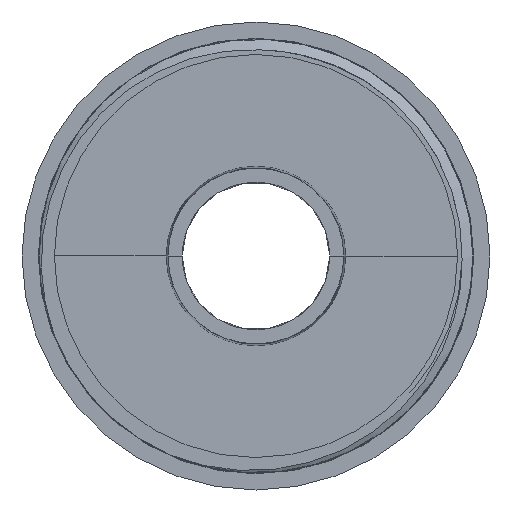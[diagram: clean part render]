
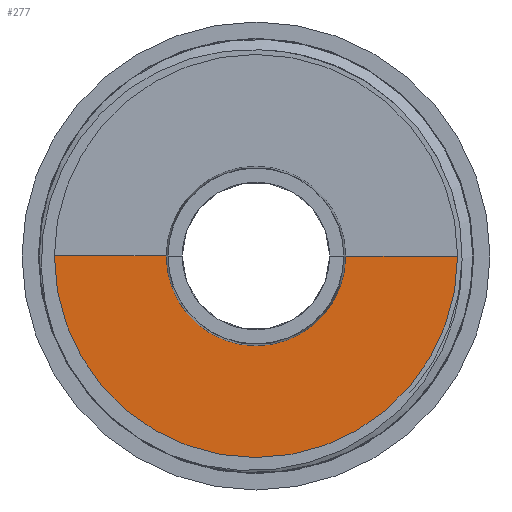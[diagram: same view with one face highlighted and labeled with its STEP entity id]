
A CAD part, front view. The second image highlights one B-rep face of the part: STEP entity #277.
In plain terms, the highlighted conical face has half-angle 89.978 degrees and reference radius 28.113 mm.
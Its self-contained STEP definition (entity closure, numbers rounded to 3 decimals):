
#131 = DIRECTION ( 'NONE',  ( 0., -1., 0. ) ) ;
#268 = CARTESIAN_POINT ( 'NONE',  ( 354.717, 424.941, 0. ) ) ;
#277 = ADVANCED_FACE ( 'NONE', ( #1267 ), #2850, .F. ) ;
#283 = CARTESIAN_POINT ( 'NONE',  ( 354.717, 424.947, 0. ) ) ;
#353 = VECTOR ( 'NONE', #2812, 1000. ) ;
#358 = CARTESIAN_POINT ( 'NONE',  ( 343.22, 424.951, 0. ) ) ;
#445 = AXIS2_PLACEMENT_3D ( 'NONE', #283, #2259, #2488 ) ;
#534 = ORIENTED_EDGE ( 'NONE', *, *, #2039, .F. ) ;
#537 = DIRECTION ( 'NONE',  ( -1., 0., 0. ) ) ;
#995 = DIRECTION ( 'NONE',  ( 1., 0., 0. ) ) ;
#1007 = LINE ( 'NONE', #1467, #2338 ) ;
#1037 = CARTESIAN_POINT ( 'NONE',  ( 382.83, 424.93, 0. ) ) ;
#1189 = DIRECTION ( 'NONE',  ( 1., 0., 0. ) ) ;
#1217 = LINE ( 'NONE', #1037, #353 ) ;
#1267 = FACE_OUTER_BOUND ( 'NONE', #2837, .T. ) ;
#1291 = ORIENTED_EDGE ( 'NONE', *, *, #1435, .T. ) ;
#1337 = VERTEX_POINT ( 'NONE', #2532 ) ;
#1399 = EDGE_CURVE ( 'NONE', #1337, #2860, #1217, .T. ) ;
#1435 = EDGE_CURVE ( 'NONE', #2292, #1624, #1007, .T. ) ;
#1442 = CIRCLE ( 'NONE', #445, 11.496 ) ;
#1467 = CARTESIAN_POINT ( 'NONE',  ( 326.604, 424.951, 0. ) ) ;
#1613 = DIRECTION ( 'NONE',  ( 0., 1., 0. ) ) ;
#1624 = VERTEX_POINT ( 'NONE', #2476 ) ;
#1660 = CARTESIAN_POINT ( 'NONE',  ( 354.717, 424.94, 0. ) ) ;
#1671 = AXIS2_PLACEMENT_3D ( 'NONE', #1660, #131, #995 ) ;
#1777 = ORIENTED_EDGE ( 'NONE', *, *, #1399, .F. ) ;
#1836 = CARTESIAN_POINT ( 'NONE',  ( 380.539, 424.932, 0. ) ) ;
#1859 = AXIS2_PLACEMENT_3D ( 'NONE', #268, #1613, #1189 ) ;
#1977 = EDGE_CURVE ( 'NONE', #2860, #1624, #2811, .T. ) ;
#2039 = EDGE_CURVE ( 'NONE', #2292, #1337, #1442, .T. ) ;
#2144 = ORIENTED_EDGE ( 'NONE', *, *, #1977, .F. ) ;
#2259 = DIRECTION ( 'NONE',  ( 0., -1., 0. ) ) ;
#2292 = VERTEX_POINT ( 'NONE', #358 ) ;
#2338 = VECTOR ( 'NONE', #537, 1000. ) ;
#2476 = CARTESIAN_POINT ( 'NONE',  ( 328.895, 424.951, 0. ) ) ;
#2488 = DIRECTION ( 'NONE',  ( 1., 0., 0. ) ) ;
#2532 = CARTESIAN_POINT ( 'NONE',  ( 366.213, 424.942, 0. ) ) ;
#2811 = CIRCLE ( 'NONE', #1859, 25.822 ) ;
#2812 = DIRECTION ( 'NONE',  ( 1., -0.001, 0. ) ) ;
#2837 = EDGE_LOOP ( 'NONE', ( #534, #1291, #2144, #1777 ) ) ;
#2850 = CONICAL_SURFACE ( 'NONE', #1671, 28.113, 1.57 ) ;
#2860 = VERTEX_POINT ( 'NONE', #1836 ) ;
